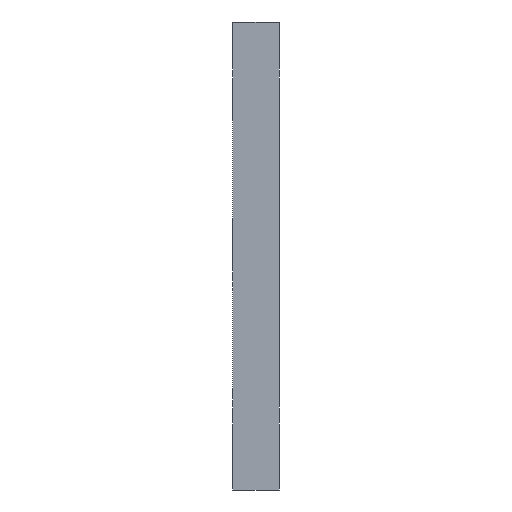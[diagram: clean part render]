
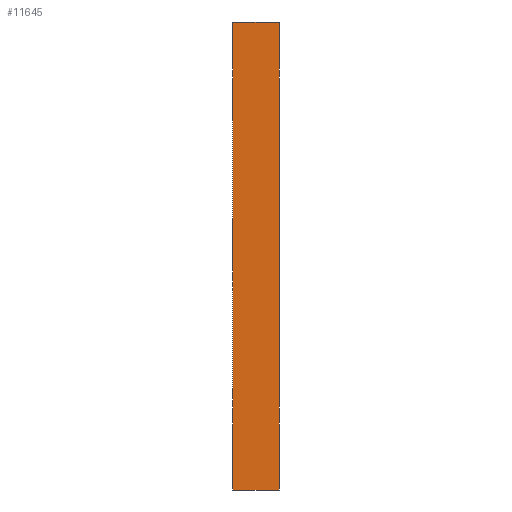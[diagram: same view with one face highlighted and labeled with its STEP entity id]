
A CAD part, left-side view. The second image highlights one B-rep face of the part: STEP entity #11645.
In plain terms, the highlighted planar face has unit normal (-1, 0, 0).
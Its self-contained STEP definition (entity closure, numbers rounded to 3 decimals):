
#145 = VERTEX_POINT ( 'NONE', #10033 ) ;
#241 = VERTEX_POINT ( 'NONE', #2912 ) ;
#305 = DIRECTION ( 'NONE',  ( 0., 0., -1. ) ) ;
#442 = AXIS2_PLACEMENT_3D ( 'NONE', #2510, #1401, #305 ) ;
#518 = CARTESIAN_POINT ( 'NONE',  ( -50., 10., -50. ) ) ;
#522 = EDGE_CURVE ( 'NONE', #241, #13989, #13794, .T. ) ;
#1220 = FACE_OUTER_BOUND ( 'NONE', #13745, .T. ) ;
#1401 = DIRECTION ( 'NONE',  ( 1., 0., 0. ) ) ;
#1801 = CARTESIAN_POINT ( 'NONE',  ( -50., 10., 50. ) ) ;
#2510 = CARTESIAN_POINT ( 'NONE',  ( -50., 10., -50. ) ) ;
#2532 = ORIENTED_EDGE ( 'NONE', *, *, #522, .T. ) ;
#2912 = CARTESIAN_POINT ( 'NONE',  ( -50., 10., -50. ) ) ;
#3035 = ORIENTED_EDGE ( 'NONE', *, *, #4615, .F. ) ;
#3570 = VECTOR ( 'NONE', #6793, 1000. ) ;
#4311 = DIRECTION ( 'NONE',  ( 0., -1., 0. ) ) ;
#4615 = EDGE_CURVE ( 'NONE', #12168, #145, #6811, .T. ) ;
#4620 = ORIENTED_EDGE ( 'NONE', *, *, #11352, .F. ) ;
#5160 = VECTOR ( 'NONE', #5873, 1000. ) ;
#5873 = DIRECTION ( 'NONE',  ( 0., -1., 0. ) ) ;
#5968 = VECTOR ( 'NONE', #10118, 1000. ) ;
#6432 = LINE ( 'NONE', #12158, #3570 ) ;
#6793 = DIRECTION ( 'NONE',  ( 0., 0., 1. ) ) ;
#6811 = LINE ( 'NONE', #1801, #7309 ) ;
#6817 = PLANE ( 'NONE',  #442 ) ;
#6974 = CARTESIAN_POINT ( 'NONE',  ( -50., 10., -50. ) ) ;
#6978 = ORIENTED_EDGE ( 'NONE', *, *, #13533, .T. ) ;
#7309 = VECTOR ( 'NONE', #4311, 1000. ) ;
#8872 = CARTESIAN_POINT ( 'NONE',  ( -50., 0., -50. ) ) ;
#10033 = CARTESIAN_POINT ( 'NONE',  ( -50., 0., 50. ) ) ;
#10118 = DIRECTION ( 'NONE',  ( 0., 0., 1. ) ) ;
#11043 = LINE ( 'NONE', #6974, #5968 ) ;
#11352 = EDGE_CURVE ( 'NONE', #241, #12168, #11043, .T. ) ;
#11645 = ADVANCED_FACE ( 'NONE', ( #1220 ), #6817, .F. ) ;
#12158 = CARTESIAN_POINT ( 'NONE',  ( -50., 0., -50. ) ) ;
#12168 = VERTEX_POINT ( 'NONE', #13555 ) ;
#13533 = EDGE_CURVE ( 'NONE', #13989, #145, #6432, .T. ) ;
#13555 = CARTESIAN_POINT ( 'NONE',  ( -50., 10., 50. ) ) ;
#13745 = EDGE_LOOP ( 'NONE', ( #6978, #3035, #4620, #2532 ) ) ;
#13794 = LINE ( 'NONE', #518, #5160 ) ;
#13989 = VERTEX_POINT ( 'NONE', #8872 ) ;
